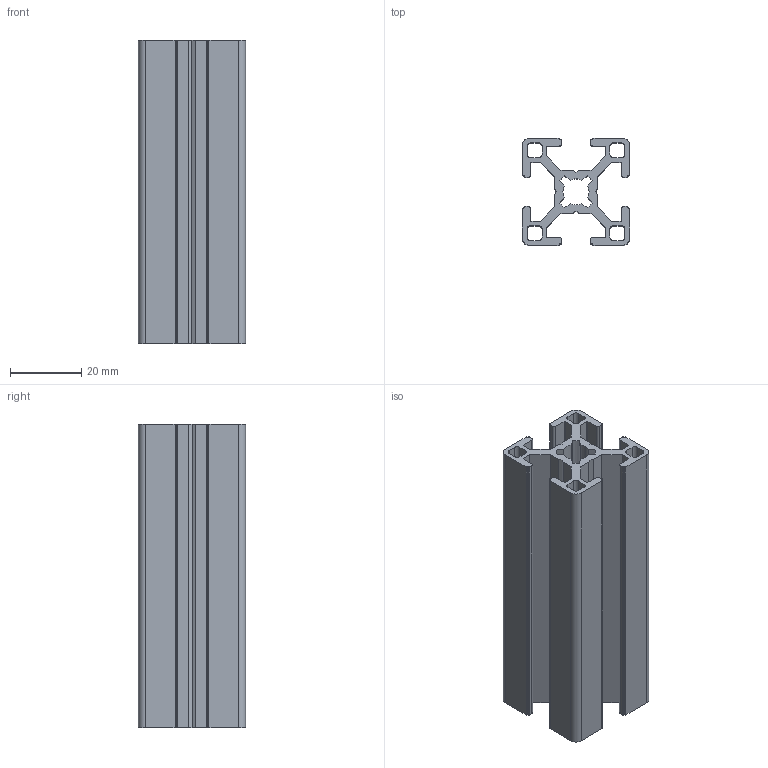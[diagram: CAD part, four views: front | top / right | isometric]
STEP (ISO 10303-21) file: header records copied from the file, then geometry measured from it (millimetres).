
FILE_DESCRIPTION (( 'STEP AP214' ), '1' );
FILE_NAME ('30x30 - 85 Z Motor Support.step', '2019-11-11T12:23:27', ( '' ), ( '' ), 'SwSTEP 2.0', 'SolidWorks 2019', '' );
FILE_SCHEMA (( 'AUTOMOTIVE_DESIGN' ));
Length unit declared in the file: millimetre
Products named in the file (1): 30x30 - 85 Z Motor Support
Bounding box: 30 x 30 x 85 mm (x, y, z)
Volume: 26569.3 mm3; surface area: 28695.9 mm2
Topology: 1 solids, 1 shells, 167 faces, 495 edges, 330 vertices
Faces by surface type: plane 98, cylinder 69
Entity records: 5661 total; most frequent: CARTESIAN_POINT 993, ORIENTED_EDGE 990, DIRECTION 969, EDGE_CURVE 495, VECTOR 357, LINE 357, VERTEX_POINT 330, AXIS2_PLACEMENT_3D 306
